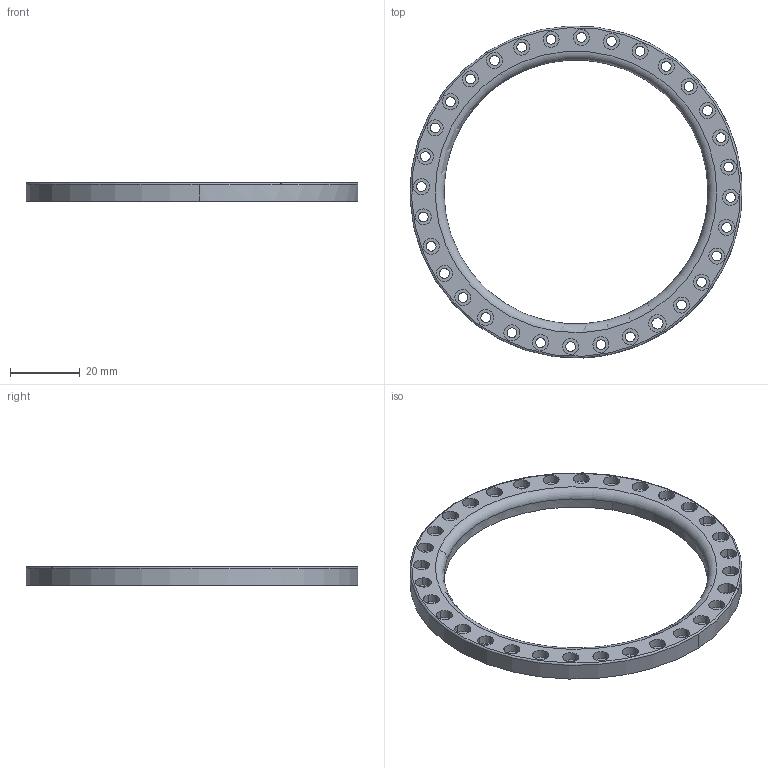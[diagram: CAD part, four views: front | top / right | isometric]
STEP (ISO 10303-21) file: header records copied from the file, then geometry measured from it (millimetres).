
FILE_DESCRIPTION(('CoCreate Modeling STEP Export'),'2;1');
FILE_NAME('window_clamp.stp','2012-05-21T21:58:36',(''),(''),'CoCreate Modeling STEP processor for AP214 (Solid Model)','CoCreate Modeling 16.00A 16-Aug-2008 (C) Parametric Technology GmbH','');
FILE_SCHEMA(('AUTOMOTIVE_DESIGN { 1 0 10303 214 1 1 1 1 }'));
Length unit declared in the file: millimetre
Products named in the file (2): window_clamp
Assembly tree (1 placements, depth 2):
  window_clamp
    window_clamp
Bounding box: 95.51 x 95.51 x 5.35 mm (x, y, z)
Volume: 11879.3 mm3; surface area: 9420.5 mm2
Topology: 1 solids, 1 shells, 170 faces, 411 edges, 275 vertices
Faces by surface type: cylinder 132, plane 34, torus 4
Entity records: 5294 total; most frequent: ORIENTED_EDGE 822, CARTESIAN_POINT 649, DIRECTION 616, EDGE_CURVE 411, VERTEX_POINT 275, EDGE_LOOP 268, AXIS2_PLACEMENT_3D 242, FACE_OUTER_BOUND 170
